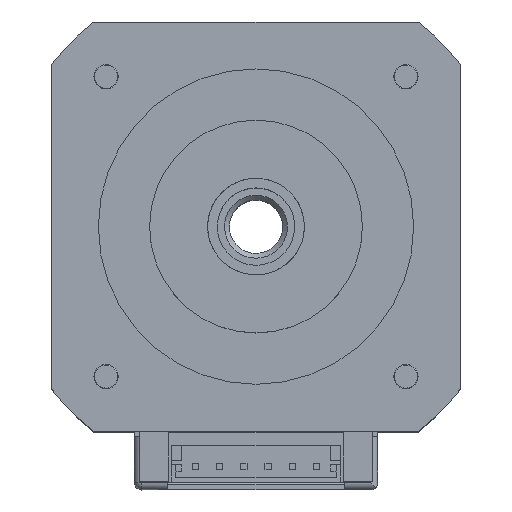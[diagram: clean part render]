
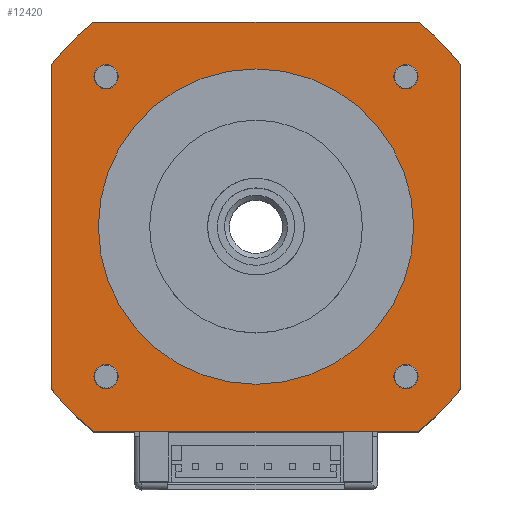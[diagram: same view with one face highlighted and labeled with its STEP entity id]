
A CAD part, top view. The second image highlights one B-rep face of the part: STEP entity #12420.
In plain terms, the highlighted planar face has unit normal (0, 0, 1).
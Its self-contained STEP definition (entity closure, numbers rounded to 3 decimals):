
#11898=CARTESIAN_POINT('',(16.3,0.,23.15));
#11899=VERTEX_POINT('',#11898);
#11900=CARTESIAN_POINT('',(0.0,0.0,23.15));
#11901=DIRECTION('',(0.0,0.0,-1.0));
#11902=DIRECTION('',(-1.0,0.0,0.0));
#11903=AXIS2_PLACEMENT_3D('',#11900,#11901,#11902);
#11904=CIRCLE('',#11903,16.3);
#11905=EDGE_CURVE('',#11899,#11899,#11904,.T.);
#12074=CARTESIAN_POINT('',(21.15,16.783,23.15));
#12075=VERTEX_POINT('',#12074);
#12082=CARTESIAN_POINT('',(21.15,-16.783,23.15));
#12083=VERTEX_POINT('',#12082);
#12084=CARTESIAN_POINT('',(21.15,-16.783,23.15));
#12085=DIRECTION('',(0.0,1.0,0.0));
#12086=VECTOR('',#12085,33.567);
#12087=LINE('',#12084,#12086);
#12088=EDGE_CURVE('',#12083,#12075,#12087,.T.);
#12123=CARTESIAN_POINT('',(-16.783,21.15,23.15));
#12124=VERTEX_POINT('',#12123);
#12131=CARTESIAN_POINT('',(16.783,21.15,23.15));
#12132=VERTEX_POINT('',#12131);
#12133=CARTESIAN_POINT('',(16.783,21.15,23.15));
#12134=DIRECTION('',(-1.0,0.0,0.0));
#12135=VECTOR('',#12134,33.567);
#12136=LINE('',#12133,#12135);
#12137=EDGE_CURVE('',#12132,#12124,#12136,.T.);
#12236=CARTESIAN_POINT('',(-21.15,-16.783,23.15));
#12237=VERTEX_POINT('',#12236);
#12238=CARTESIAN_POINT('',(-16.783,-21.15,23.15));
#12239=VERTEX_POINT('',#12238);
#12240=CARTESIAN_POINT('',(0.0,0.0,23.15));
#12241=DIRECTION('',(0.0,0.0,1.0));
#12242=DIRECTION('',(0.622,0.783,0.0));
#12243=AXIS2_PLACEMENT_3D('',#12240,#12241,#12242);
#12244=CIRCLE('',#12243,27.);
#12245=EDGE_CURVE('',#12237,#12239,#12244,.T.);
#12296=CARTESIAN_POINT('',(-21.15,16.783,23.15));
#12297=VERTEX_POINT('',#12296);
#12298=CARTESIAN_POINT('',(-21.15,16.783,23.15));
#12299=DIRECTION('',(0.0,-1.0,0.0));
#12300=VECTOR('',#12299,33.567);
#12301=LINE('',#12298,#12300);
#12302=EDGE_CURVE('',#12297,#12237,#12301,.T.);
#12321=CARTESIAN_POINT('',(16.783,-21.15,23.15));
#12322=VERTEX_POINT('',#12321);
#12323=CARTESIAN_POINT('',(0.0,0.0,23.15));
#12324=DIRECTION('',(0.0,0.0,1.0));
#12325=DIRECTION('',(-0.622,0.783,0.0));
#12326=AXIS2_PLACEMENT_3D('',#12323,#12324,#12325);
#12327=CIRCLE('',#12326,27.);
#12328=EDGE_CURVE('',#12322,#12083,#12327,.T.);
#12341=CARTESIAN_POINT('',(0.,0.,23.15));
#12342=DIRECTION('',(0.0,0.0,1.0));
#12343=DIRECTION('',(1.0,0.0,0.0));
#12344=AXIS2_PLACEMENT_3D('',#12341,#12342,#12343);
#12345=PLANE('',#12344);
#12346=ORIENTED_EDGE('',*,*,#12245,.T.);
#12347=CARTESIAN_POINT('',(-16.783,-21.15,23.15));
#12348=DIRECTION('',(1.0,0.0,0.0));
#12349=VECTOR('',#12348,33.567);
#12350=LINE('',#12347,#12349);
#12351=EDGE_CURVE('',#12239,#12322,#12350,.T.);
#12352=ORIENTED_EDGE('',*,*,#12351,.T.);
#12353=ORIENTED_EDGE('',*,*,#12328,.T.);
#12354=ORIENTED_EDGE('',*,*,#12088,.T.);
#12355=CARTESIAN_POINT('',(0.0,0.0,23.15));
#12356=DIRECTION('',(0.0,0.0,1.0));
#12357=DIRECTION('',(-0.622,-0.783,0.0));
#12358=AXIS2_PLACEMENT_3D('',#12355,#12356,#12357);
#12359=CIRCLE('',#12358,27.);
#12360=EDGE_CURVE('',#12075,#12132,#12359,.T.);
#12361=ORIENTED_EDGE('',*,*,#12360,.T.);
#12362=ORIENTED_EDGE('',*,*,#12137,.T.);
#12363=CARTESIAN_POINT('',(0.0,0.0,23.15));
#12364=DIRECTION('',(0.0,0.0,1.0));
#12365=DIRECTION('',(0.622,-0.783,0.0));
#12366=AXIS2_PLACEMENT_3D('',#12363,#12364,#12365);
#12367=CIRCLE('',#12366,27.);
#12368=EDGE_CURVE('',#12124,#12297,#12367,.T.);
#12369=ORIENTED_EDGE('',*,*,#12368,.T.);
#12370=ORIENTED_EDGE('',*,*,#12302,.T.);
#12371=EDGE_LOOP('',(#12346,#12352,#12353,#12354,#12361,#12362,#12369,#12370));
#12372=FACE_OUTER_BOUND('',#12371,.T.);
#12373=ORIENTED_EDGE('',*,*,#11905,.T.);
#12374=EDGE_LOOP('',(#12373));
#12375=FACE_BOUND('',#12374,.T.);
#12376=CARTESIAN_POINT('',(16.75,-15.5,23.15));
#12377=VERTEX_POINT('',#12376);
#12378=CARTESIAN_POINT('',(15.5,-15.5,23.15));
#12379=DIRECTION('',(0.0,0.0,-1.0));
#12380=DIRECTION('',(1.0,0.0,0.0));
#12381=AXIS2_PLACEMENT_3D('',#12378,#12379,#12380);
#12382=CIRCLE('',#12381,1.25);
#12383=EDGE_CURVE('',#12377,#12377,#12382,.T.);
#12384=ORIENTED_EDGE('',*,*,#12383,.T.);
#12385=EDGE_LOOP('',(#12384));
#12386=FACE_BOUND('',#12385,.T.);
#12387=CARTESIAN_POINT('',(16.75,15.5,23.15));
#12388=VERTEX_POINT('',#12387);
#12389=CARTESIAN_POINT('',(15.5,15.5,23.15));
#12390=DIRECTION('',(0.0,0.0,-1.0));
#12391=DIRECTION('',(1.0,0.0,0.0));
#12392=AXIS2_PLACEMENT_3D('',#12389,#12390,#12391);
#12393=CIRCLE('',#12392,1.25);
#12394=EDGE_CURVE('',#12388,#12388,#12393,.T.);
#12395=ORIENTED_EDGE('',*,*,#12394,.T.);
#12396=EDGE_LOOP('',(#12395));
#12397=FACE_BOUND('',#12396,.T.);
#12398=CARTESIAN_POINT('',(-14.25,15.5,23.15));
#12399=VERTEX_POINT('',#12398);
#12400=CARTESIAN_POINT('',(-15.5,15.5,23.15));
#12401=DIRECTION('',(0.0,0.0,-1.0));
#12402=DIRECTION('',(1.0,0.0,0.0));
#12403=AXIS2_PLACEMENT_3D('',#12400,#12401,#12402);
#12404=CIRCLE('',#12403,1.25);
#12405=EDGE_CURVE('',#12399,#12399,#12404,.T.);
#12406=ORIENTED_EDGE('',*,*,#12405,.T.);
#12407=EDGE_LOOP('',(#12406));
#12408=FACE_BOUND('',#12407,.T.);
#12409=CARTESIAN_POINT('',(-14.25,-15.5,23.15));
#12410=VERTEX_POINT('',#12409);
#12411=CARTESIAN_POINT('',(-15.5,-15.5,23.15));
#12412=DIRECTION('',(0.0,0.0,-1.0));
#12413=DIRECTION('',(1.0,0.0,0.0));
#12414=AXIS2_PLACEMENT_3D('',#12411,#12412,#12413);
#12415=CIRCLE('',#12414,1.25);
#12416=EDGE_CURVE('',#12410,#12410,#12415,.T.);
#12417=ORIENTED_EDGE('',*,*,#12416,.T.);
#12418=EDGE_LOOP('',(#12417));
#12419=FACE_BOUND('',#12418,.T.);
#12420=ADVANCED_FACE('',(#12372,#12375,#12386,#12397,#12408,#12419),#12345,.T.);
